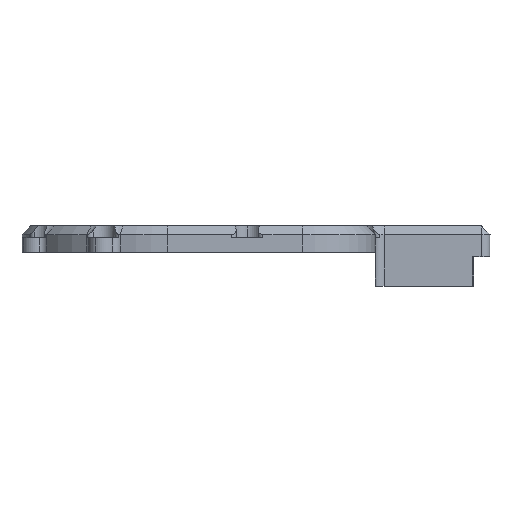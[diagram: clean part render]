
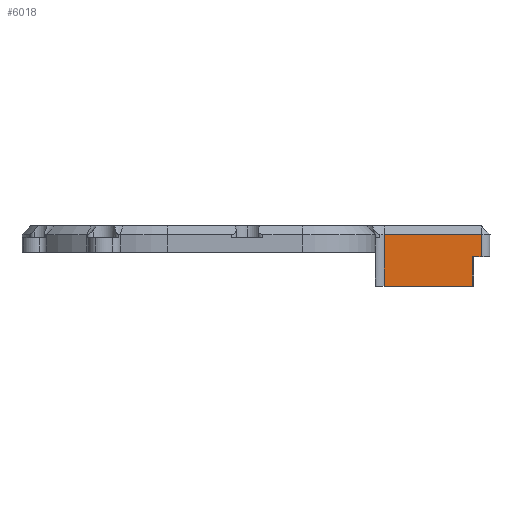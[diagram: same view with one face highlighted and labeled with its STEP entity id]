
A CAD part, front view. The second image highlights one B-rep face of the part: STEP entity #6018.
In plain terms, the highlighted planar face has unit normal (0, -1, 0).
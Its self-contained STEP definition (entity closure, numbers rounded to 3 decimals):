
#83 = VECTOR ( 'NONE', #5572, 1000. ) ;
#146 = EDGE_CURVE ( 'NONE', #6684, #1950, #7888, .T. ) ;
#194 = ORIENTED_EDGE ( 'NONE', *, *, #146, .T. ) ;
#558 = LINE ( 'NONE', #1876, #83 ) ;
#560 = CARTESIAN_POINT ( 'NONE',  ( 69.14, -6., 7.3 ) ) ;
#708 = DIRECTION ( 'NONE',  ( 1., 0., 0. ) ) ;
#1626 = EDGE_CURVE ( 'NONE', #6360, #2126, #7685, .T. ) ;
#1828 = ORIENTED_EDGE ( 'NONE', *, *, #2723, .F. ) ;
#1876 = CARTESIAN_POINT ( 'NONE',  ( 71.14, -6., -37.738 ) ) ;
#1950 = VERTEX_POINT ( 'NONE', #5713 ) ;
#1955 = LINE ( 'NONE', #2502, #7934 ) ;
#2090 = VERTEX_POINT ( 'NONE', #2306 ) ;
#2126 = VERTEX_POINT ( 'NONE', #7918 ) ;
#2159 = EDGE_CURVE ( 'NONE', #8078, #6684, #6748, .T. ) ;
#2306 = CARTESIAN_POINT ( 'NONE',  ( 49.14, -6., 7.3 ) ) ;
#2423 = LINE ( 'NONE', #560, #6160 ) ;
#2480 = CARTESIAN_POINT ( 'NONE',  ( 69.14, -6., 7.3 ) ) ;
#2502 = CARTESIAN_POINT ( 'NONE',  ( 49.14, -6., 15. ) ) ;
#2658 = PLANE ( 'NONE',  #5981 ) ;
#2723 = EDGE_CURVE ( 'NONE', #8078, #2090, #2423, .T. ) ;
#3150 = ORIENTED_EDGE ( 'NONE', *, *, #7394, .T. ) ;
#3891 = EDGE_CURVE ( 'NONE', #1950, #6360, #558, .T. ) ;
#3906 = DIRECTION ( 'NONE',  ( -1., 0., 0. ) ) ;
#4119 = EDGE_LOOP ( 'NONE', ( #8114, #6042, #3150, #1828, #7151, #194 ) ) ;
#4423 = CARTESIAN_POINT ( 'NONE',  ( 71.14, -6., 19. ) ) ;
#4519 = CARTESIAN_POINT ( 'NONE',  ( 0., -6., -37.738 ) ) ;
#4558 = CARTESIAN_POINT ( 'NONE',  ( 69.14, -6., 14. ) ) ;
#4611 = DIRECTION ( 'NONE',  ( 1., 0., 0. ) ) ;
#4689 = CARTESIAN_POINT ( 'NONE',  ( 0., -6., 14. ) ) ;
#5266 = DIRECTION ( 'NONE',  ( 0., 1., 0. ) ) ;
#5572 = DIRECTION ( 'NONE',  ( 0., 0., 1. ) ) ;
#5609 = DIRECTION ( 'NONE',  ( -1., 0., 0. ) ) ;
#5624 = VECTOR ( 'NONE', #4611, 1000. ) ;
#5688 = DIRECTION ( 'NONE',  ( 0., 0., -1. ) ) ;
#5713 = CARTESIAN_POINT ( 'NONE',  ( 71.14, -6., 14. ) ) ;
#5773 = VECTOR ( 'NONE', #7249, 1000. ) ;
#5814 = CARTESIAN_POINT ( 'NONE',  ( 49.14, -6., 19. ) ) ;
#5981 = AXIS2_PLACEMENT_3D ( 'NONE', #4519, #5266, #708 ) ;
#6018 = ADVANCED_FACE ( 'NONE', ( #7722 ), #2658, .F. ) ;
#6042 = ORIENTED_EDGE ( 'NONE', *, *, #1626, .T. ) ;
#6160 = VECTOR ( 'NONE', #5609, 1000. ) ;
#6165 = VECTOR ( 'NONE', #3906, 1000. ) ;
#6360 = VERTEX_POINT ( 'NONE', #4423 ) ;
#6684 = VERTEX_POINT ( 'NONE', #4558 ) ;
#6700 = CARTESIAN_POINT ( 'NONE',  ( 69.14, -6., 7.3 ) ) ;
#6748 = LINE ( 'NONE', #6700, #5773 ) ;
#7151 = ORIENTED_EDGE ( 'NONE', *, *, #2159, .T. ) ;
#7249 = DIRECTION ( 'NONE',  ( 0., 0., 1. ) ) ;
#7394 = EDGE_CURVE ( 'NONE', #2126, #2090, #1955, .T. ) ;
#7685 = LINE ( 'NONE', #5814, #6165 ) ;
#7722 = FACE_OUTER_BOUND ( 'NONE', #4119, .T. ) ;
#7888 = LINE ( 'NONE', #4689, #5624 ) ;
#7918 = CARTESIAN_POINT ( 'NONE',  ( 49.14, -6., 19. ) ) ;
#7934 = VECTOR ( 'NONE', #5688, 1000. ) ;
#8078 = VERTEX_POINT ( 'NONE', #2480 ) ;
#8114 = ORIENTED_EDGE ( 'NONE', *, *, #3891, .T. ) ;
